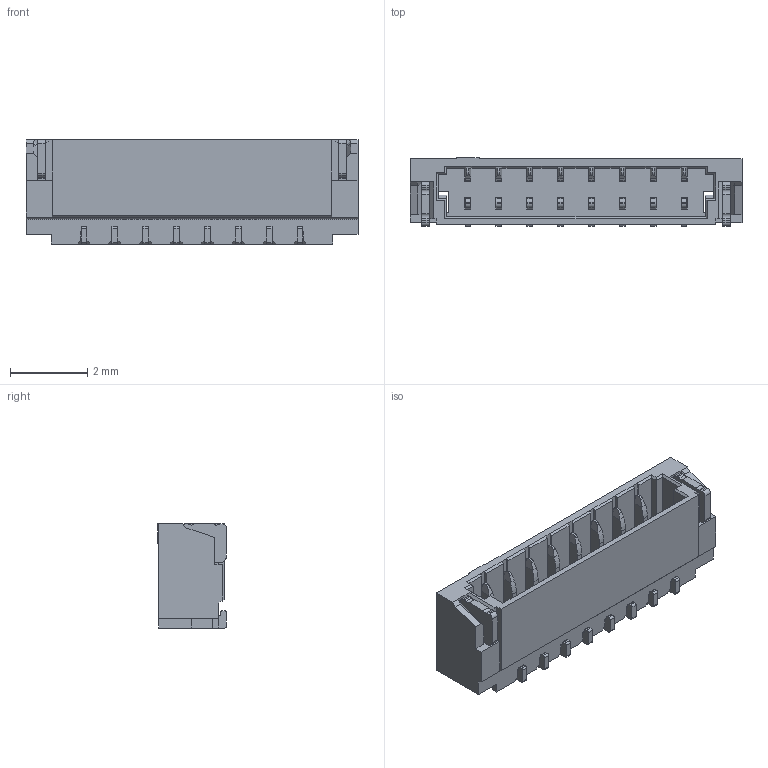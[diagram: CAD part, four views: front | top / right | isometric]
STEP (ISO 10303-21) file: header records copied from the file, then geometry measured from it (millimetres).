
FILE_DESCRIPTION(('CoCreate Modeling STEP Export'),'2;1');
FILE_NAME('WB0811H-08.stp','2021-09-09T13:51:33',(''),(''),'CoCreate Modeling STEP processor for AP214 (Solid Model)','CoCreate Modeling 16.00 13-May-2008 (C) Parametric Technology GmbH','');
FILE_SCHEMA(('AUTOMOTIVE_DESIGN { 1 0 10303 214 1 1 1 1 }'));
Length unit declared in the file: millimetre
Products named in the file (3): WB0811H-08; WB0811H-08XXX; WB0811H-08XXX.
Assembly tree (2 placements, depth 2):
  WB0811H-08XXX.
    WB0811H-08XXX
    WB0811H-08
Bounding box: 8.6 x 1.78 x 2.7 mm (x, y, z)
Volume: 22.5 mm3; surface area: 163.8 mm2
Topology: 1 solids, 1 shells, 702 faces, 2298 edges, 1598 vertices
Faces by surface type: plane 474, cylinder 228
Entity records: 27088 total; most frequent: CARTESIAN_POINT 5228, ORIENTED_EDGE 4420, DIRECTION 4191, EDGE_CURVE 2210, VECTOR 1809, LINE 1809, VERTEX_POINT 1422, AXIS2_PLACEMENT_3D 1191
